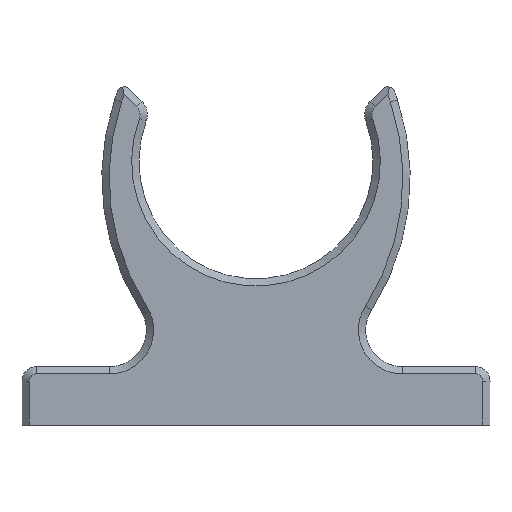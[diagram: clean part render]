
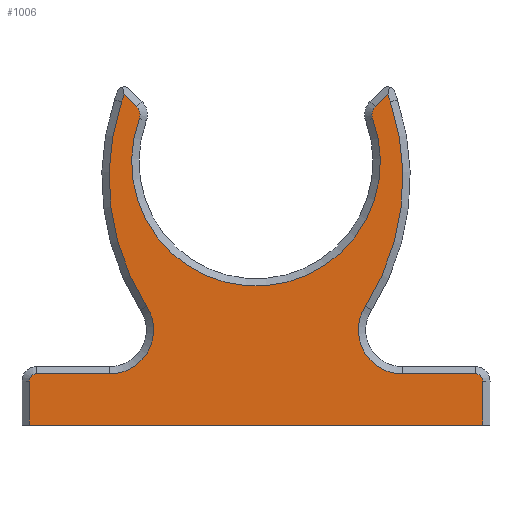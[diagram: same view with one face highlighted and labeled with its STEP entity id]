
A CAD part, front view. The second image highlights one B-rep face of the part: STEP entity #1006.
In plain terms, the highlighted planar face has unit normal (0, -1, 0).
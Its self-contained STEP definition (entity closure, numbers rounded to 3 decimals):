
#49=CIRCLE('',#1114,1.);
#50=CIRCLE('',#1117,6.);
#51=CIRCLE('',#1119,32.42);
#52=CIRCLE('',#1122,1.5);
#53=CIRCLE('',#1123,17.);
#54=CIRCLE('',#1124,1.5);
#55=CIRCLE('',#1125,32.42);
#56=CIRCLE('',#1126,6.);
#57=CIRCLE('',#1127,1.);
#104=PLANE('',#1121);
#155=FACE_OUTER_BOUND('',#219,.T.);
#219=EDGE_LOOP('',(#879,#880,#881,#882,#883,#884,#885,#886,#887,#888,#889,
#890,#891,#892,#893,#894,#895,#896));
#244=LINE('',#1495,#338);
#255=LINE('',#1526,#349);
#284=LINE('',#1609,#378);
#307=LINE('',#1688,#401);
#310=LINE('',#1696,#404);
#313=LINE('',#1706,#407);
#314=LINE('',#1714,#408);
#315=LINE('',#1720,#409);
#316=LINE('',#1723,#410);
#338=VECTOR('',#1175,10.);
#349=VECTOR('',#1202,10.);
#378=VECTOR('',#1283,10.);
#401=VECTOR('',#1380,10.);
#404=VECTOR('',#1389,10.);
#407=VECTOR('',#1402,10.);
#408=VECTOR('',#1411,10.);
#409=VECTOR('',#1416,10.);
#410=VECTOR('',#1419,10.);
#440=VERTEX_POINT('',#1492);
#441=VERTEX_POINT('',#1494);
#452=VERTEX_POINT('',#1523);
#453=VERTEX_POINT('',#1525);
#480=VERTEX_POINT('',#1606);
#481=VERTEX_POINT('',#1608);
#500=VERTEX_POINT('',#1686);
#501=VERTEX_POINT('',#1690);
#502=VERTEX_POINT('',#1694);
#503=VERTEX_POINT('',#1698);
#504=VERTEX_POINT('',#1702);
#505=VERTEX_POINT('',#1708);
#506=VERTEX_POINT('',#1710);
#507=VERTEX_POINT('',#1713);
#508=VERTEX_POINT('',#1715);
#509=VERTEX_POINT('',#1717);
#510=VERTEX_POINT('',#1719);
#511=VERTEX_POINT('',#1721);
#530=EDGE_CURVE('',#440,#441,#244,.T.);
#545=EDGE_CURVE('',#452,#453,#255,.T.);
#586=EDGE_CURVE('',#481,#480,#284,.T.);
#627=EDGE_CURVE('',#500,#480,#307,.T.);
#629=EDGE_CURVE('',#501,#500,#49,.T.);
#631=EDGE_CURVE('',#502,#501,#310,.T.);
#633=EDGE_CURVE('',#503,#502,#50,.T.);
#635=EDGE_CURVE('',#504,#503,#51,.T.);
#636=EDGE_CURVE('',#441,#504,#313,.T.);
#637=EDGE_CURVE('',#505,#440,#52,.T.);
#638=EDGE_CURVE('',#506,#505,#53,.T.);
#639=EDGE_CURVE('',#453,#506,#54,.T.);
#640=EDGE_CURVE('',#507,#452,#314,.T.);
#641=EDGE_CURVE('',#508,#507,#55,.T.);
#642=EDGE_CURVE('',#509,#508,#56,.T.);
#643=EDGE_CURVE('',#510,#509,#315,.T.);
#644=EDGE_CURVE('',#511,#510,#57,.T.);
#645=EDGE_CURVE('',#481,#511,#316,.T.);
#879=ORIENTED_EDGE('',*,*,#627,.F.);
#880=ORIENTED_EDGE('',*,*,#629,.F.);
#881=ORIENTED_EDGE('',*,*,#631,.F.);
#882=ORIENTED_EDGE('',*,*,#633,.F.);
#883=ORIENTED_EDGE('',*,*,#635,.F.);
#884=ORIENTED_EDGE('',*,*,#636,.F.);
#885=ORIENTED_EDGE('',*,*,#530,.F.);
#886=ORIENTED_EDGE('',*,*,#637,.F.);
#887=ORIENTED_EDGE('',*,*,#638,.F.);
#888=ORIENTED_EDGE('',*,*,#639,.F.);
#889=ORIENTED_EDGE('',*,*,#545,.F.);
#890=ORIENTED_EDGE('',*,*,#640,.F.);
#891=ORIENTED_EDGE('',*,*,#641,.F.);
#892=ORIENTED_EDGE('',*,*,#642,.F.);
#893=ORIENTED_EDGE('',*,*,#643,.F.);
#894=ORIENTED_EDGE('',*,*,#644,.F.);
#895=ORIENTED_EDGE('',*,*,#645,.F.);
#896=ORIENTED_EDGE('',*,*,#586,.T.);
#1006=ADVANCED_FACE('',(#155),#104,.F.);
#1114=AXIS2_PLACEMENT_3D('',#1692,#1384,#1385);
#1117=AXIS2_PLACEMENT_3D('',#1700,#1393,#1394);
#1119=AXIS2_PLACEMENT_3D('',#1704,#1398,#1399);
#1121=AXIS2_PLACEMENT_3D('',#1707,#1403,#1404);
#1122=AXIS2_PLACEMENT_3D('',#1709,#1405,#1406);
#1123=AXIS2_PLACEMENT_3D('',#1711,#1407,#1408);
#1124=AXIS2_PLACEMENT_3D('',#1712,#1409,#1410);
#1125=AXIS2_PLACEMENT_3D('',#1716,#1412,#1413);
#1126=AXIS2_PLACEMENT_3D('',#1718,#1414,#1415);
#1127=AXIS2_PLACEMENT_3D('',#1722,#1417,#1418);
#1175=DIRECTION('',(0.707,0.,0.707));
#1202=DIRECTION('',(0.707,0.,-0.707));
#1283=DIRECTION('',(1.,0.,0.));
#1380=DIRECTION('',(0.,0.,-1.));
#1384=DIRECTION('center_axis',(0.,1.,0.));
#1385=DIRECTION('ref_axis',(0.707,0.,0.707));
#1389=DIRECTION('',(1.,0.,0.));
#1393=DIRECTION('center_axis',(0.,-1.,0.));
#1394=DIRECTION('ref_axis',(0.,0.,-1.));
#1398=DIRECTION('center_axis',(0.,1.,0.));
#1399=DIRECTION('ref_axis',(0.947,0.,0.32));
#1402=DIRECTION('',(0.32,0.,-0.947));
#1403=DIRECTION('center_axis',(0.,1.,0.));
#1404=DIRECTION('ref_axis',(1.,0.,0.));
#1405=DIRECTION('center_axis',(0.,1.,0.));
#1406=DIRECTION('ref_axis',(-0.937,0.,-0.348));
#1407=DIRECTION('center_axis',(0.,-1.,0.));
#1408=DIRECTION('ref_axis',(1.,0.,0.));
#1409=DIRECTION('center_axis',(0.,1.,0.));
#1410=DIRECTION('ref_axis',(0.707,0.,0.707));
#1411=DIRECTION('',(0.32,0.,0.947));
#1412=DIRECTION('center_axis',(0.,1.,0.));
#1413=DIRECTION('ref_axis',(-0.841,0.,-0.541));
#1414=DIRECTION('center_axis',(0.,-1.,0.));
#1415=DIRECTION('ref_axis',(0.841,0.,0.541));
#1416=DIRECTION('',(1.,0.,0.));
#1417=DIRECTION('center_axis',(0.,1.,0.));
#1418=DIRECTION('ref_axis',(-0.707,0.,0.707));
#1419=DIRECTION('',(0.,0.,1.));
#1492=CARTESIAN_POINT('',(16.283,0.,7.498));
#1494=CARTESIAN_POINT('',(18.013,0.,9.228));
#1495=CARTESIAN_POINT('',(7.129,0.,-1.656));
#1523=CARTESIAN_POINT('',(-18.013,0.,9.228));
#1525=CARTESIAN_POINT('',(-16.283,0.,7.498));
#1526=CARTESIAN_POINT('',(-8.189,0.,-0.595));
#1606=CARTESIAN_POINT('',(30.984,0.,-36.));
#1608=CARTESIAN_POINT('',(-30.984,0.,-36.));
#1609=CARTESIAN_POINT('',(-31.984,0.,-36.));
#1686=CARTESIAN_POINT('',(30.984,0.,-30.));
#1688=CARTESIAN_POINT('',(30.984,0.,-20.418));
#1690=CARTESIAN_POINT('',(29.984,0.,-29.));
#1692=CARTESIAN_POINT('Origin',(29.984,0.,-30.));
#1694=CARTESIAN_POINT('',(19.984,0.,-29.));
#1696=CARTESIAN_POINT('',(9.992,0.,-29.));
#1698=CARTESIAN_POINT('',(14.937,0.,-19.756));
#1700=CARTESIAN_POINT('Origin',(19.984,0.,-23.));
#1702=CARTESIAN_POINT('',(18.379,0.,8.144));
#1704=CARTESIAN_POINT('Origin',(-12.336,0.,-2.229));
#1706=CARTESIAN_POINT('',(20.304,0.,2.445));
#1707=CARTESIAN_POINT('Origin',(0.,0.,-12.837));
#1708=CARTESIAN_POINT('',(15.938,0.,5.916));
#1709=CARTESIAN_POINT('Origin',(17.344,0.,6.438));
#1710=CARTESIAN_POINT('',(-15.938,0.,5.916));
#1711=CARTESIAN_POINT('Origin',(0.,0.,0.));
#1712=CARTESIAN_POINT('Origin',(-17.344,0.,6.438));
#1713=CARTESIAN_POINT('',(-18.379,0.,8.144));
#1714=CARTESIAN_POINT('',(-20.618,0.,1.513));
#1715=CARTESIAN_POINT('',(-14.937,0.,-19.756));
#1716=CARTESIAN_POINT('Origin',(12.336,0.,-2.229));
#1717=CARTESIAN_POINT('',(-19.984,0.,-29.));
#1718=CARTESIAN_POINT('Origin',(-19.984,0.,-23.));
#1719=CARTESIAN_POINT('',(-29.984,0.,-29.));
#1720=CARTESIAN_POINT('',(-15.992,0.,-29.));
#1721=CARTESIAN_POINT('',(-30.984,0.,-30.));
#1722=CARTESIAN_POINT('Origin',(-29.984,0.,-30.));
#1723=CARTESIAN_POINT('',(-30.984,0.,-24.418));
